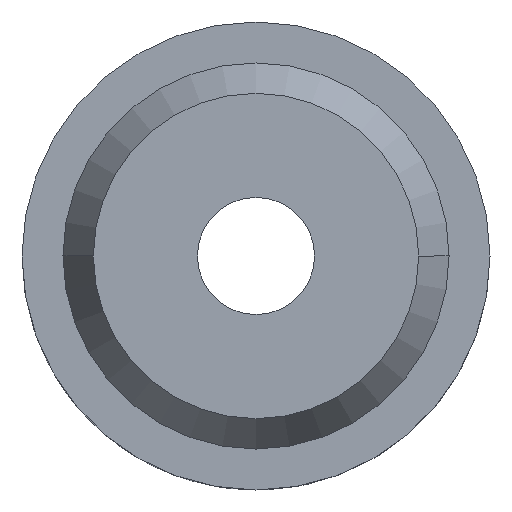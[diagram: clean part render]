
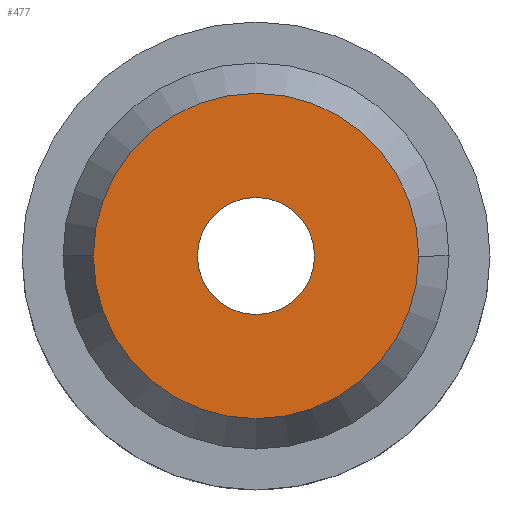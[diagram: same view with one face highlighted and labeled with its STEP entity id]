
A CAD part, front view. The second image highlights one B-rep face of the part: STEP entity #477.
In plain terms, the highlighted planar face has unit normal (0, -1, 0).
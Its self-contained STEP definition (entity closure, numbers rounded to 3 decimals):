
#51=CARTESIAN_POINT('',(2.0,0.0,0.0));
#52=VERTEX_POINT('',#51);
#68=CARTESIAN_POINT('',(-2.0,0.0,0.));
#69=VERTEX_POINT('',#68);
#76=CARTESIAN_POINT('',(0.0,0.0,0.0));
#77=DIRECTION('',(0.0,-1.0,0.0));
#78=DIRECTION('',(1.0,0.0,0.0));
#79=AXIS2_PLACEMENT_3D('',#76,#77,#78);
#80=CIRCLE('',#79,2.0);
#81=EDGE_CURVE('',#69,#52,#80,.T.);
#253=CARTESIAN_POINT('',(-5.561,0.0,0.));
#254=VERTEX_POINT('',#253);
#268=CARTESIAN_POINT('',(5.561,0.0,0.));
#269=VERTEX_POINT('',#268);
#276=CARTESIAN_POINT('',(0.0,0.0,0.0));
#277=DIRECTION('',(0.0,1.0,0.0));
#278=DIRECTION('',(-1.0,0.0,0.0));
#279=AXIS2_PLACEMENT_3D('',#276,#277,#278);
#280=CIRCLE('',#279,5.561);
#281=EDGE_CURVE('',#269,#254,#280,.T.);
#428=CARTESIAN_POINT('',(0.0,0.0,0.0));
#429=DIRECTION('',(0.0,1.0,0.0));
#430=DIRECTION('',(-1.0,0.0,0.0));
#431=AXIS2_PLACEMENT_3D('',#428,#429,#430);
#432=CIRCLE('',#431,5.561);
#433=EDGE_CURVE('',#254,#269,#432,.T.);
#458=CARTESIAN_POINT('',(4.3,0.0,0.0));
#459=DIRECTION('',(0.0,-1.0,0.0));
#460=DIRECTION('',(0.0,0.0,-1.0));
#461=AXIS2_PLACEMENT_3D('',#458,#459,#460);
#462=PLANE('',#461);
#463=ORIENTED_EDGE('',*,*,#281,.F.);
#464=ORIENTED_EDGE('',*,*,#433,.F.);
#465=EDGE_LOOP('',(#463,#464));
#466=FACE_OUTER_BOUND('',#465,.T.);
#467=CARTESIAN_POINT('',(0.0,0.0,0.0));
#468=DIRECTION('',(0.0,-1.0,0.0));
#469=DIRECTION('',(1.0,0.0,0.0));
#470=AXIS2_PLACEMENT_3D('',#467,#468,#469);
#471=CIRCLE('',#470,2.0);
#472=EDGE_CURVE('',#52,#69,#471,.T.);
#473=ORIENTED_EDGE('',*,*,#472,.F.);
#474=ORIENTED_EDGE('',*,*,#81,.F.);
#475=EDGE_LOOP('',(#473,#474));
#476=FACE_BOUND('',#475,.T.);
#477=ADVANCED_FACE('',(#466,#476),#462,.T.);
